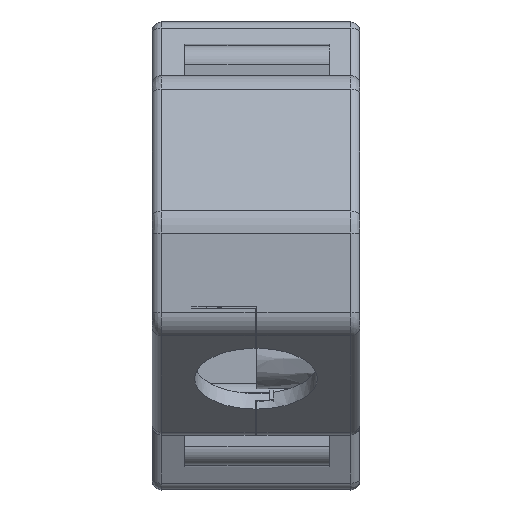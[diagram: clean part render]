
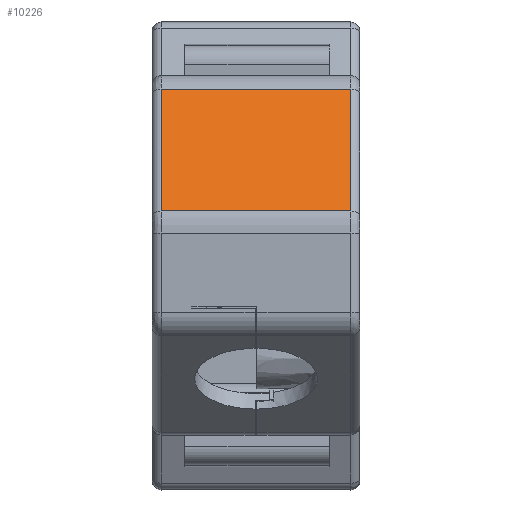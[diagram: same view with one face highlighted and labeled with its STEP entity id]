
A CAD part, top view. The second image highlights one B-rep face of the part: STEP entity #10226.
In plain terms, the highlighted planar face has unit normal (0, 0.5, 0.866).
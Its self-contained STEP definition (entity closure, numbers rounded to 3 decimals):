
#5632=CARTESIAN_POINT('',(10.8,45.1,4.768));
#5633=VERTEX_POINT('',#5632);
#5671=CARTESIAN_POINT('',(10.8,38.338,8.672));
#5672=VERTEX_POINT('',#5671);
#5673=CARTESIAN_POINT('',(10.8,45.1,4.768));
#5674=DIRECTION('',(0.,-0.866,0.5));
#5675=VECTOR('',#5674,7.808);
#5676=LINE('',#5673,#5675);
#5677=EDGE_CURVE('',#5633,#5672,#5676,.T.);
#10177=CARTESIAN_POINT('',(0.3,38.338,8.672));
#10178=VERTEX_POINT('',#10177);
#10179=CARTESIAN_POINT('',(10.8,38.338,8.672));
#10180=DIRECTION('',(-1.,0.,0.));
#10181=VECTOR('',#10180,10.5);
#10182=LINE('',#10179,#10181);
#10183=EDGE_CURVE('',#5672,#10178,#10182,.T.);
#10203=CARTESIAN_POINT('',(5.8,41.609,6.783));
#10204=DIRECTION('',(0.,-0.866,0.5));
#10205=DIRECTION('',(0.,0.5,0.866));
#10206=AXIS2_PLACEMENT_3D('',#10203,#10205,#10204);
#10207=PLANE('',#10206);
#10208=CARTESIAN_POINT('',(0.3,45.1,4.768));
#10209=VERTEX_POINT('',#10208);
#10210=CARTESIAN_POINT('',(10.8,45.1,4.768));
#10211=DIRECTION('',(-1.,0.,0.));
#10212=VECTOR('',#10211,10.5);
#10213=LINE('',#10210,#10212);
#10214=EDGE_CURVE('',#5633,#10209,#10213,.T.);
#10215=ORIENTED_EDGE('',*,*,#10214,.T.);
#10216=CARTESIAN_POINT('',(0.3,38.338,8.672));
#10217=DIRECTION('',(0.,0.866,-0.5));
#10218=VECTOR('',#10217,7.808);
#10219=LINE('',#10216,#10218);
#10220=EDGE_CURVE('',#10178,#10209,#10219,.T.);
#10221=ORIENTED_EDGE('',*,*,#10220,.F.);
#10222=ORIENTED_EDGE('',*,*,#10183,.F.);
#10223=ORIENTED_EDGE('',*,*,#5677,.F.);
#10224=EDGE_LOOP('',(#10215,#10221,#10222,#10223));
#10225=FACE_OUTER_BOUND('',#10224,.T.);
#10226=ADVANCED_FACE('',(#10225),#10207,.T.);
